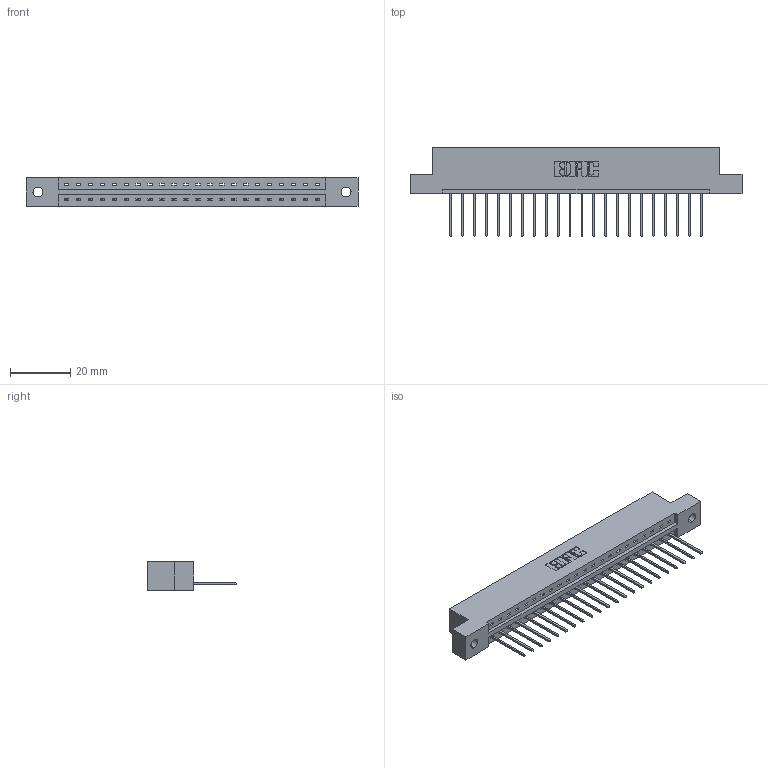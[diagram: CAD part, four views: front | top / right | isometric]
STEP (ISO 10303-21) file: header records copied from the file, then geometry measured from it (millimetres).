
FILE_DESCRIPTION (( 'STEP AP203' ), '1' );
FILE_NAME ('387-022-540-102.STEP', '2018-09-14T04:16:22', ( '' ), ( '' ), 'SwSTEP 2.0', 'SolidWorks 2016', '' );
FILE_SCHEMA (( 'CONFIG_CONTROL_DESIGN' ));
Length unit declared in the file: inch
Products named in the file (3): 337 Part_Flush Mounting Lugs - 0.128 Dia; 345-292-001_345-293-140; 387-022-540-102
Assembly tree (23 placements, depth 2):
  387-022-540-102
    337 Part_Flush Mounting Lugs - 0.128 Dia
    345-292-001_345-293-140  x22
Bounding box: 110.19 x 29.47 x 9.4 mm (x, y, z)
Volume: 11194.7 mm3; surface area: 11408.4 mm2
Topology: 23 solids, 23 shells, 1478 faces, 4447 edges, 2934 vertices
Faces by surface type: plane 1082, cylinder 396
Entity records: 18961 total; most frequent: CARTESIAN_POINT 3308, ORIENTED_EDGE 3266, DIRECTION 2825, EDGE_CURVE 1633, LINE 1505, VECTOR 1505, VERTEX_POINT 1086, AXIS2_PLACEMENT_3D 660
